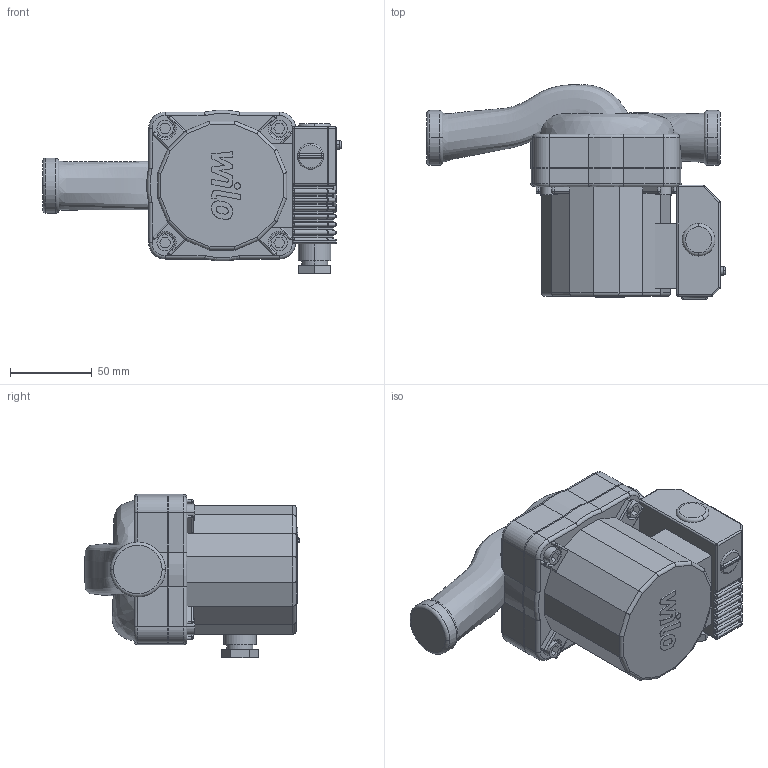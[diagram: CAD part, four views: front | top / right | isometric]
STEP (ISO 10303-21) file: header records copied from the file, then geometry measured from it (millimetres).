
FILE_DESCRIPTION((''),'2;1');
FILE_NAME('3d_Star-Z25_2EM-4029062.stp','2014-09-03T12:37:24',(''),(''),'Mechanical Desktop 2009','Mechanical Desktop 2009',', , ');
FILE_SCHEMA(('CONFIG_CONTROL_DESIGN'));
Length unit declared in the file: millimetre
Products named in the file (1): Product
Bounding box: 183 x 131.66 x 100.11 mm (x, y, z)
Volume: 912498.9 mm3; surface area: 98667.7 mm2
Topology: 9 solids, 9 shells, 665 faces, 1588 edges, 802 vertices
Faces by surface type: cylinder 264, plane 170, bspline 121, sphere 66, torus 44
Entity records: 31289 total; most frequent: CARTESIAN_POINT 17023, DIRECTION 3038, ORIENTED_EDGE 2872, EDGE_CURVE 1436, AXIS2_PLACEMENT_3D 1157, VERTEX_POINT 802, VECTOR 724, LINE 724
